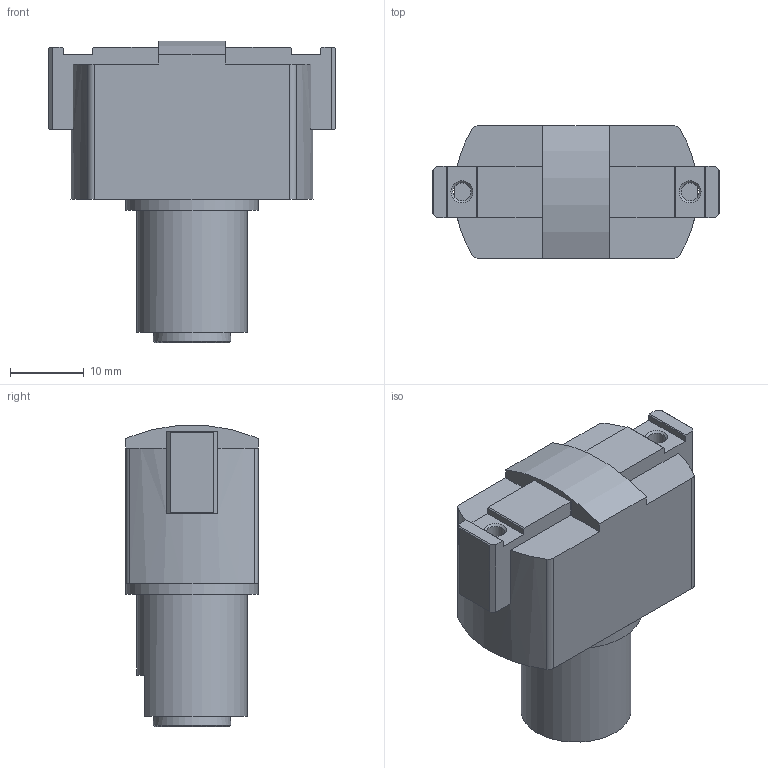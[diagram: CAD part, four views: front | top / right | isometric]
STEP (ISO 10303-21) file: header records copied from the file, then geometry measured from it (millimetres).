
FILE_DESCRIPTION(/* description */ ('STEP AP214'),/* implementation_level */ '2;1');
FILE_NAME(/* name */ '197566_HGPM-12-EO-G8',/* time_stamp */ '2024-08-29T06:43:25+02:00',/* author */ ('License CC BY-ND 4.0'),/* organization */ ('CADENAS'),/* preprocessor_version */ 'ST-DEVELOPER v19.3',/* originating_system */ 'PARTsolutions',/* authorisation */ ' ');
FILE_SCHEMA (('AUTOMOTIVE_DESIGN {1 0 10303 214 3 1 1}'));
Length unit declared in the file: millimetre
Products named in the file (3): 197566 HGPM-12-EO-G8---(0_offen); 197566 HGPM-12-EO-G8---(ZYL_0_offen); 1975xx HGPM-12-EO-G6---(JAW)
Assembly tree (3 placements, depth 2):
  197566 HGPM-12-EO-G8---(0_offen)
    197566 HGPM-12-EO-G8---(ZYL_0_offen)
    1975xx HGPM-12-EO-G6---(JAW)  x2
Bounding box: 39 x 18 x 40.93 mm (x, y, z)
Volume: 14344.2 mm3; surface area: 6165.5 mm2
Topology: 3 solids, 3 shells, 103 faces, 265 edges, 174 vertices
Faces by surface type: plane 83, cylinder 12, cone 8
Full cylindrical faces by diameter (mm): 2.459 x3, 15 x1, 18 x1
Entity records: 2628 total; most frequent: CARTESIAN_POINT 386, DIRECTION 375, ORIENTED_EDGE 362, EDGE_CURVE 181, LINE 147, VECTOR 147, VERTEX_POINT 125, AXIS2_PLACEMENT_3D 114
